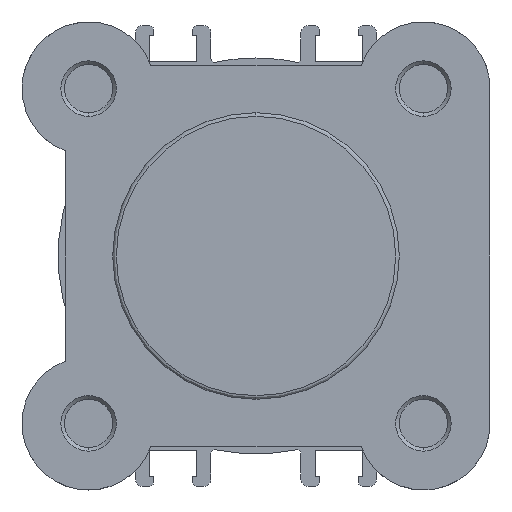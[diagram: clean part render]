
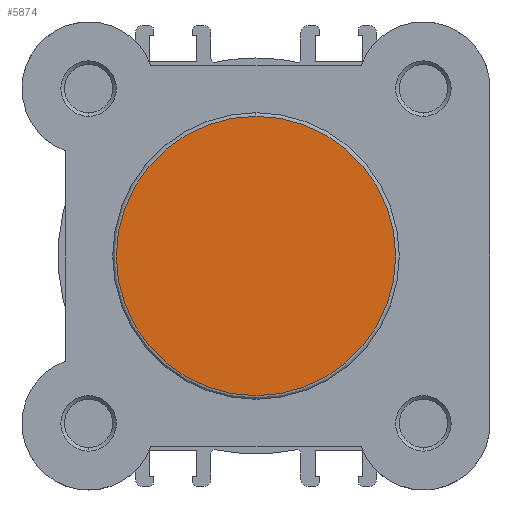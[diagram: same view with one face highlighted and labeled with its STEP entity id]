
A CAD part, left-side view. The second image highlights one B-rep face of the part: STEP entity #5874.
In plain terms, the highlighted planar face has unit normal (-1, 0, 0).
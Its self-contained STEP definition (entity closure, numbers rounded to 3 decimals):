
#127 = EDGE_LOOP ( 'NONE', ( #1511, #1532 ) ) ;
#444 = FACE_OUTER_BOUND ( 'NONE', #127, .T. ) ;
#716 = CIRCLE ( 'NONE', #4152, 19.4 ) ;
#1511 = ORIENTED_EDGE ( 'NONE', *, *, #5992, .T. ) ;
#1532 = ORIENTED_EDGE ( 'NONE', *, *, #6495, .T. ) ;
#1677 = VERTEX_POINT ( 'NONE', #2070 ) ;
#1678 = VERTEX_POINT ( 'NONE', #2071 ) ;
#2070 = CARTESIAN_POINT ( 'NONE',  ( 0., 0., 19.4 ) ) ;
#2071 = CARTESIAN_POINT ( 'NONE',  ( 0., 0., -19.4 ) ) ;
#2879 = CARTESIAN_POINT ( 'NONE',  ( 0., 19.9, 0. ) ) ;
#2880 = PLANE ( 'NONE',  #6712 ) ;
#2882 = DIRECTION ( 'NONE',  ( 1., 0., 0. ) ) ;
#2883 = DIRECTION ( 'NONE',  ( 0., 0., -1. ) ) ;
#3322 = CARTESIAN_POINT ( 'NONE',  ( 0., 0., 0. ) ) ;
#3323 = DIRECTION ( 'NONE',  ( -1., 0., 0. ) ) ;
#3324 = DIRECTION ( 'NONE',  ( 0., 0., -1. ) ) ;
#4152 = AXIS2_PLACEMENT_3D ( 'NONE', #3322, #3323, #3324 ) ;
#4352 = AXIS2_PLACEMENT_3D ( 'NONE', #5499, #5501, #5502 ) ;
#4901 = CIRCLE ( 'NONE', #4352, 19.4 ) ;
#5499 = CARTESIAN_POINT ( 'NONE',  ( 0., 0., 0. ) ) ;
#5501 = DIRECTION ( 'NONE',  ( -1., 0., 0. ) ) ;
#5502 = DIRECTION ( 'NONE',  ( 0., 0., -1. ) ) ;
#5874 = ADVANCED_FACE ( 'NONE', ( #444 ), #2880, .F. ) ;
#5992 = EDGE_CURVE ( 'NONE', #1678, #1677, #716, .T. ) ;
#6495 = EDGE_CURVE ( 'NONE', #1677, #1678, #4901, .T. ) ;
#6712 = AXIS2_PLACEMENT_3D ( 'NONE', #2879, #2882, #2883 ) ;
